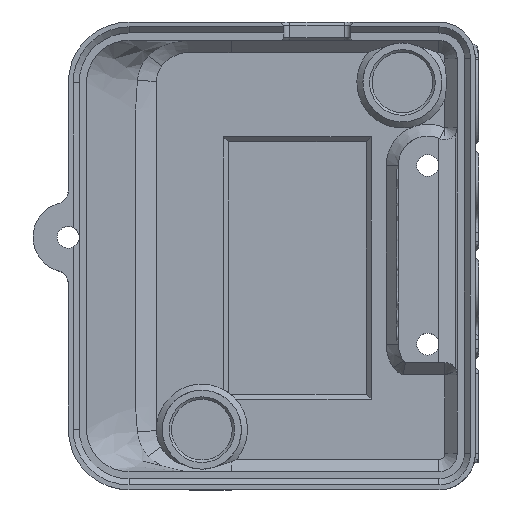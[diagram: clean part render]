
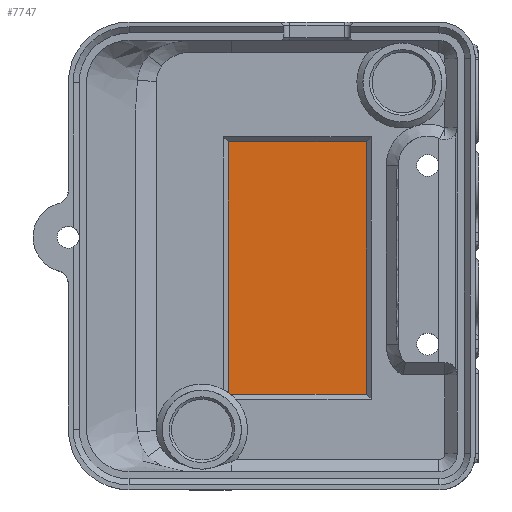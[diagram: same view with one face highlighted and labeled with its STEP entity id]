
A CAD part, top view. The second image highlights one B-rep face of the part: STEP entity #7747.
In plain terms, the highlighted planar face has unit normal (0, 0, 1).
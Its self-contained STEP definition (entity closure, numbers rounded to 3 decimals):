
#707=LINE('',#14077,#1402);
#708=LINE('',#14080,#1403);
#710=LINE('',#14083,#1405);
#1402=VECTOR('',#9317,10.);
#1403=VECTOR('',#9320,10.);
#1405=VECTOR('',#9324,10.);
#1790=PLANE('',#8201);
#2124=FACE_OUTER_BOUND('',#2606,.T.);
#2606=EDGE_LOOP('',(#6479,#6480,#6481,#6482,#6483));
#2863=CIRCLE('',#8037,7.5);
#3103=B_SPLINE_CURVE_WITH_KNOTS('',3,(#13809,#13810,#13811,#13812),
 .UNSPECIFIED.,.F.,.F.,(4,4),(9.411,13.537),
 .UNSPECIFIED.);
#3519=VERTEX_POINT('',#11769);
#3520=VERTEX_POINT('',#11771);
#3698=VERTEX_POINT('',#13808);
#3754=VERTEX_POINT('',#14075);
#3755=VERTEX_POINT('',#14079);
#4300=EDGE_CURVE('',#3520,#3519,#2863,.T.);
#4640=EDGE_CURVE('',#3520,#3698,#3103,.T.);
#4707=EDGE_CURVE('',#3754,#3519,#707,.T.);
#4708=EDGE_CURVE('',#3698,#3755,#708,.T.);
#4710=EDGE_CURVE('',#3755,#3754,#710,.T.);
#6479=ORIENTED_EDGE('',*,*,#4300,.T.);
#6480=ORIENTED_EDGE('',*,*,#4707,.F.);
#6481=ORIENTED_EDGE('',*,*,#4710,.F.);
#6482=ORIENTED_EDGE('',*,*,#4708,.F.);
#6483=ORIENTED_EDGE('',*,*,#4640,.F.);
#7747=ADVANCED_FACE('',(#2124),#1790,.T.);
#8037=AXIS2_PLACEMENT_3D('',#11772,#8696,#8697);
#8201=AXIS2_PLACEMENT_3D('',#14084,#9325,#9326);
#8696=DIRECTION('center_axis',(0.,0.,
-1.));
#8697=DIRECTION('ref_axis',(1.,0.,0.));
#9317=DIRECTION('',(-1.,0.,0.));
#9320=DIRECTION('',(1.,0.,0.));
#9324=DIRECTION('',(0.,-1.,0.));
#9325=DIRECTION('center_axis',(0.,0.,
1.));
#9326=DIRECTION('ref_axis',(1.,0.,0.));
#11769=CARTESIAN_POINT('',(-0.097,-107.006,31.083));
#11771=CARTESIAN_POINT('',(-0.452,-106.737,31.083));
#11772=CARTESIAN_POINT('Origin',(-4.801,-112.847,31.083));
#13808=CARTESIAN_POINT('',(-0.416,-65.46,31.083));
#13809=CARTESIAN_POINT('Ctrl Pts',(-0.452,-106.737,
31.083));
#13810=CARTESIAN_POINT('Ctrl Pts',(-0.44,-92.935,
31.083));
#13811=CARTESIAN_POINT('Ctrl Pts',(-0.428,-79.176,
31.083));
#13812=CARTESIAN_POINT('Ctrl Pts',(-0.416,-65.46,
31.083));
#14075=CARTESIAN_POINT('',(22.263,-107.006,31.083));
#14077=CARTESIAN_POINT('',(17.631,-107.006,31.083));
#14079=CARTESIAN_POINT('',(22.254,-65.461,31.083));
#14080=CARTESIAN_POINT('',(5.493,-65.46,31.083));
#14083=CARTESIAN_POINT('',(22.256,-74.464,31.083));
#14084=CARTESIAN_POINT('Origin',(12.199,-84.268,31.083));
